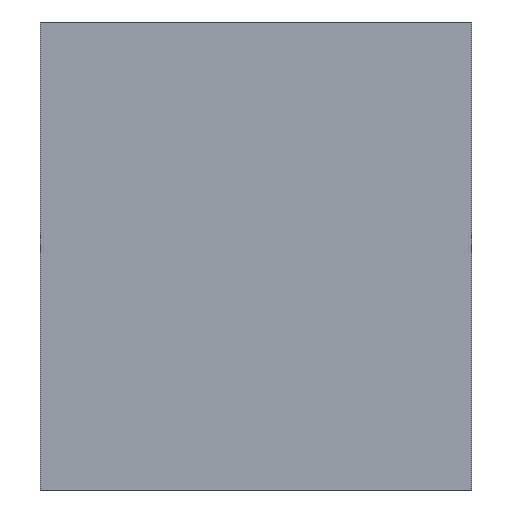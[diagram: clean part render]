
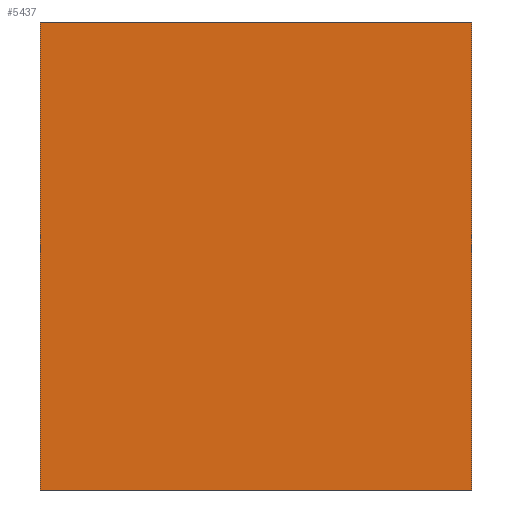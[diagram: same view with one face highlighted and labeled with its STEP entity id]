
A CAD part, left-side view. The second image highlights one B-rep face of the part: STEP entity #5437.
In plain terms, the highlighted planar face has unit normal (-1, 0.029, 0).
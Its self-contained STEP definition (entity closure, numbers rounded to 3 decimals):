
#12 = DIRECTION ( 'NONE',  ( -0.029, -1., 0. ) ) ;
#144 = VERTEX_POINT ( 'NONE', #2763 ) ;
#224 = AXIS2_PLACEMENT_3D ( 'NONE', #5358, #2321, #3622 ) ;
#314 = ORIENTED_EDGE ( 'NONE', *, *, #2272, .T. ) ;
#618 = EDGE_CURVE ( 'NONE', #4801, #1319, #2847, .T. ) ;
#669 = VECTOR ( 'NONE', #12, 1000. ) ;
#1161 = DIRECTION ( 'NONE',  ( -0.029, -1., 0. ) ) ;
#1209 = LINE ( 'NONE', #3907, #669 ) ;
#1319 = VERTEX_POINT ( 'NONE', #4647 ) ;
#1747 = DIRECTION ( 'NONE',  ( 0., 0., 1. ) ) ;
#1834 = VECTOR ( 'NONE', #1161, 1000. ) ;
#2164 = FACE_OUTER_BOUND ( 'NONE', #4438, .T. ) ;
#2272 = EDGE_CURVE ( 'NONE', #4280, #4801, #1209, .T. ) ;
#2321 = DIRECTION ( 'NONE',  ( -1., 0.029, 0. ) ) ;
#2763 = CARTESIAN_POINT ( 'NONE',  ( -10.5, 35., 19. ) ) ;
#2795 = EDGE_CURVE ( 'NONE', #144, #1319, #3744, .T. ) ;
#2847 = LINE ( 'NONE', #3265, #5295 ) ;
#2876 = ORIENTED_EDGE ( 'NONE', *, *, #2795, .F. ) ;
#3265 = CARTESIAN_POINT ( 'NONE',  ( -11.5, 0., -19. ) ) ;
#3343 = CARTESIAN_POINT ( 'NONE',  ( -11.5, 0., -19. ) ) ;
#3396 = CARTESIAN_POINT ( 'NONE',  ( -10.5, 35., -19. ) ) ;
#3622 = DIRECTION ( 'NONE',  ( -0.029, -1., 0. ) ) ;
#3744 = LINE ( 'NONE', #5053, #1834 ) ;
#3907 = CARTESIAN_POINT ( 'NONE',  ( -10.5, 35., -19. ) ) ;
#4280 = VERTEX_POINT ( 'NONE', #3396 ) ;
#4316 = CARTESIAN_POINT ( 'NONE',  ( -10.5, 35., -19. ) ) ;
#4357 = ORIENTED_EDGE ( 'NONE', *, *, #4917, .F. ) ;
#4438 = EDGE_LOOP ( 'NONE', ( #5444, #2876, #4357, #314 ) ) ;
#4486 = VECTOR ( 'NONE', #1747, 1000. ) ;
#4592 = DIRECTION ( 'NONE',  ( 0., 0., 1. ) ) ;
#4647 = CARTESIAN_POINT ( 'NONE',  ( -11.5, 0., 19. ) ) ;
#4768 = LINE ( 'NONE', #4316, #4486 ) ;
#4801 = VERTEX_POINT ( 'NONE', #3343 ) ;
#4817 = PLANE ( 'NONE',  #224 ) ;
#4917 = EDGE_CURVE ( 'NONE', #4280, #144, #4768, .T. ) ;
#5053 = CARTESIAN_POINT ( 'NONE',  ( -10.5, 35., 19. ) ) ;
#5295 = VECTOR ( 'NONE', #4592, 1000. ) ;
#5358 = CARTESIAN_POINT ( 'NONE',  ( -10.5, 35., -19. ) ) ;
#5437 = ADVANCED_FACE ( 'NONE', ( #2164 ), #4817, .T. ) ;
#5444 = ORIENTED_EDGE ( 'NONE', *, *, #618, .T. ) ;
